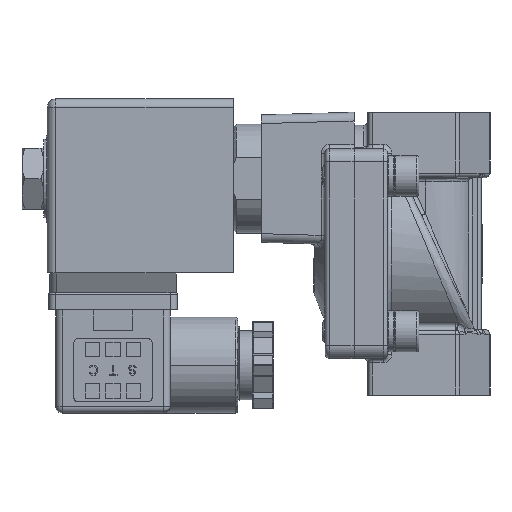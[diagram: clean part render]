
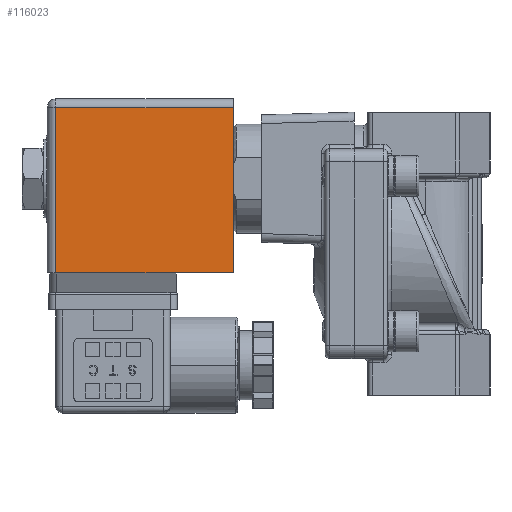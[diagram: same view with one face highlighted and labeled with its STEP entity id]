
A CAD part, left-side view. The second image highlights one B-rep face of the part: STEP entity #116023.
In plain terms, the highlighted planar face has unit normal (-1, 0, 0).
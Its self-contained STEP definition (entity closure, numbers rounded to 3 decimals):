
#3728 = LINE ( 'NONE', #33905, #54940 ) ;
#7754 = CARTESIAN_POINT ( 'NONE',  ( -17.925, 99.9, -4.43 ) ) ;
#19770 = CARTESIAN_POINT ( 'NONE',  ( -17.925, 59.2, -4.43 ) ) ;
#24727 = ORIENTED_EDGE ( 'NONE', *, *, #96237, .T. ) ;
#30044 = DIRECTION ( 'NONE',  ( 0., 0., 1. ) ) ;
#33905 = CARTESIAN_POINT ( 'NONE',  ( -17.925, 59.2, -4.43 ) ) ;
#39864 = PLANE ( 'NONE',  #80896 ) ;
#44150 = DIRECTION ( 'NONE',  ( 0., -1., 0. ) ) ;
#45883 = LINE ( 'NONE', #59601, #97268 ) ;
#53935 = CARTESIAN_POINT ( 'NONE',  ( -17.925, 59.2, 33.57 ) ) ;
#54940 = VECTOR ( 'NONE', #44150, 1000. ) ;
#55855 = CARTESIAN_POINT ( 'NONE',  ( -17.925, 99.9, 33.57 ) ) ;
#58804 = VERTEX_POINT ( 'NONE', #55855 ) ;
#59601 = CARTESIAN_POINT ( 'NONE',  ( -17.925, 99.9, -4.43 ) ) ;
#62555 = EDGE_LOOP ( 'NONE', ( #78241, #113315, #24727, #102183 ) ) ;
#62975 = CARTESIAN_POINT ( 'NONE',  ( -17.925, 59.2, 33.57 ) ) ;
#64541 = EDGE_CURVE ( 'NONE', #98432, #94319, #71883, .T. ) ;
#68641 = VECTOR ( 'NONE', #132245, 1000. ) ;
#69969 = DIRECTION ( 'NONE',  ( 0., 0., -1. ) ) ;
#71883 = LINE ( 'NONE', #100733, #68641 ) ;
#77203 = VERTEX_POINT ( 'NONE', #7754 ) ;
#77778 = LINE ( 'NONE', #53935, #132468 ) ;
#78241 = ORIENTED_EDGE ( 'NONE', *, *, #132310, .T. ) ;
#80507 = EDGE_CURVE ( 'NONE', #58804, #77203, #45883, .T. ) ;
#80896 = AXIS2_PLACEMENT_3D ( 'NONE', #19770, #91428, #30044 ) ;
#91428 = DIRECTION ( 'NONE',  ( -1., 0., 0. ) ) ;
#94319 = VERTEX_POINT ( 'NONE', #62975 ) ;
#96237 = EDGE_CURVE ( 'NONE', #94319, #58804, #77778, .T. ) ;
#97268 = VECTOR ( 'NONE', #69969, 1000. ) ;
#98432 = VERTEX_POINT ( 'NONE', #106314 ) ;
#100733 = CARTESIAN_POINT ( 'NONE',  ( -17.925, 59.2, -4.43 ) ) ;
#102183 = ORIENTED_EDGE ( 'NONE', *, *, #80507, .T. ) ;
#106314 = CARTESIAN_POINT ( 'NONE',  ( -17.925, 59.2, -4.43 ) ) ;
#113315 = ORIENTED_EDGE ( 'NONE', *, *, #64541, .T. ) ;
#116023 = ADVANCED_FACE ( 'NONE', ( #116998 ), #39864, .T. ) ;
#116998 = FACE_OUTER_BOUND ( 'NONE', #62555, .T. ) ;
#125934 = DIRECTION ( 'NONE',  ( 0., 1., 0. ) ) ;
#132245 = DIRECTION ( 'NONE',  ( 0., 0., 1. ) ) ;
#132310 = EDGE_CURVE ( 'NONE', #77203, #98432, #3728, .T. ) ;
#132468 = VECTOR ( 'NONE', #125934, 1000. ) ;
